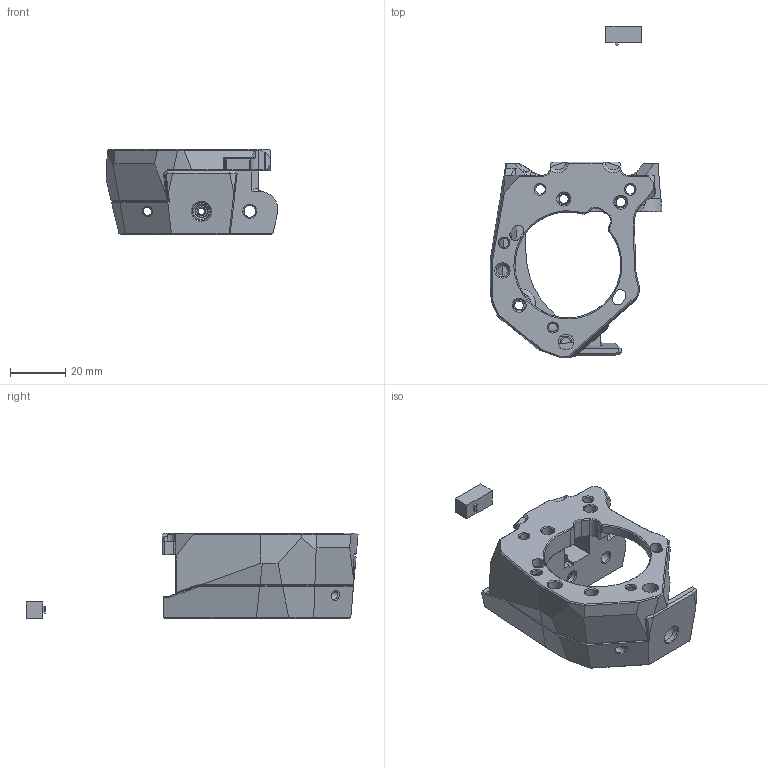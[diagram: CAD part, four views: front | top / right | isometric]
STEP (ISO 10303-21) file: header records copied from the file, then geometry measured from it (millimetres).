
FILE_DESCRIPTION(/* description */ (''),/* implementation_level */ '2;1');
FILE_NAME(/* name */ 'Orbiter_2.0_CW2_Mount_REV_1_Filament_Sensor_Mirco_Switch_V1 v17.step',/* time_stamp */ '2023-02-20T20:14:45+08:00',/* author */ (''),/* organization */ (''),/* preprocessor_version */ 'ST-DEVELOPER v19.2',/* originating_system */ 'Autodesk Translation Framework v11.17.0.187',/* authorisation */ '');
FILE_SCHEMA (('AUTOMOTIVE_DESIGN { 1 0 10303 214 3 1 1 }'));
Length unit declared in the file: millimetre
Products named in the file (4): Orbiter_2.0_CW2_Mount_REV_1_Filament_Sensor_Mirco_Switch_V1; Orbiter_2.0_CW2_Mount___REV_2___ v41_Front Body - Exposed Latch v1; Orbiter_2.0_CW2_Mount___REV_2___ v41_Rear Body; 微动开关
Assembly tree (3 placements, depth 2):
  Orbiter_2.0_CW2_Mount_REV_1_Filament_Sensor_Mirco_Switch_V1
    Orbiter_2.0_CW2_Mount___REV_2___ v41_Front Body - Exposed Latch v1
    Orbiter_2.0_CW2_Mount___REV_2___ v41_Rear Body
    微动开关
Bounding box: 62.1 x 119.98 x 30.8 mm (x, y, z)
Volume: 31883.7 mm3; surface area: 19563.5 mm2
Topology: 3 solids, 3 shells, 568 faces, 1516 edges, 955 vertices
Faces by surface type: plane 289, cylinder 109, bspline 86, cone 75, torus 7, sphere 2
Full cylindrical faces by diameter (mm): 0.6 x1, 1 x1, 2.4 x1, 3 x1, 3.2 x5, 3.4 x9, 4.2 x4, 4.3 x4, 4.5 x1, 4.7 x4, 5 x2, 5.6 x2, 5.7 x1, 5.8 x4, 6 x2, 6.53 x1, 9.1 x1
Entity records: 22495 total; most frequent: CARTESIAN_POINT 8573, ORIENTED_EDGE 3028, DIRECTION 2676, EDGE_CURVE 1514, VERTEX_POINT 955, AXIS2_PLACEMENT_3D 903, LINE 870, VECTOR 870
